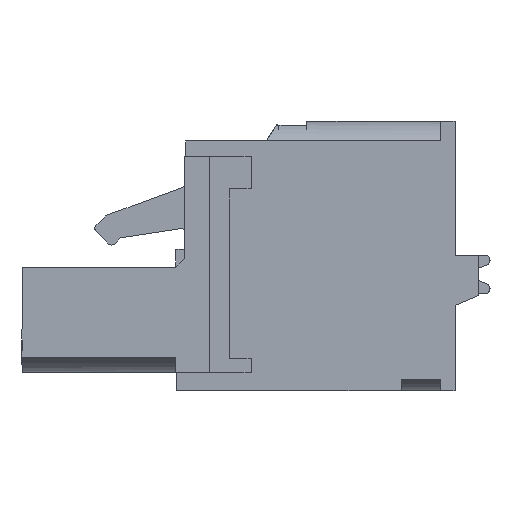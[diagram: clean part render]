
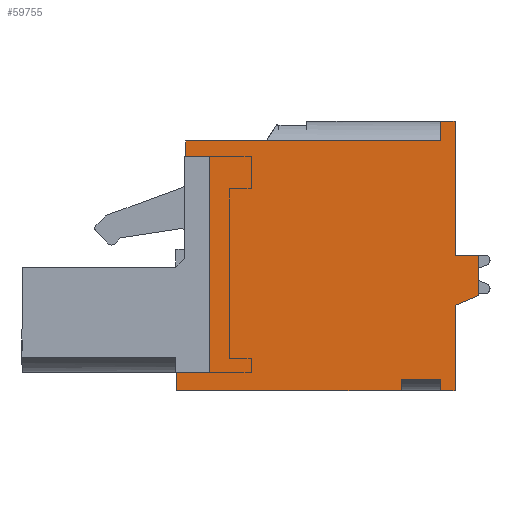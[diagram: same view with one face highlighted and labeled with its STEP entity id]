
A CAD part, left-side view. The second image highlights one B-rep face of the part: STEP entity #59755.
In plain terms, the highlighted planar face has unit normal (-1, 0, 0).
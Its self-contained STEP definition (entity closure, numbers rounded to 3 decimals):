
#5720=ORIENTED_EDGE('',*,*,#22729,.T.);
#5721=ORIENTED_EDGE('',*,*,#19624,.T.);
#5722=ORIENTED_EDGE('',*,*,#21104,.T.);
#5723=ORIENTED_EDGE('',*,*,#20593,.T.);
#5724=ORIENTED_EDGE('',*,*,#22730,.T.);
#5725=ORIENTED_EDGE('',*,*,#20395,.T.);
#5726=ORIENTED_EDGE('',*,*,#20968,.F.);
#5727=ORIENTED_EDGE('',*,*,#20800,.F.);
#5728=ORIENTED_EDGE('',*,*,#22731,.T.);
#5729=ORIENTED_EDGE('',*,*,#22713,.T.);
#5730=ORIENTED_EDGE('',*,*,#22732,.T.);
#5731=ORIENTED_EDGE('',*,*,#22733,.F.);
#5732=ORIENTED_EDGE('',*,*,#19985,.T.);
#5733=ORIENTED_EDGE('',*,*,#22734,.T.);
#5734=ORIENTED_EDGE('',*,*,#22735,.T.);
#5735=ORIENTED_EDGE('',*,*,#22736,.F.);
#5736=ORIENTED_EDGE('',*,*,#22737,.F.);
#5737=ORIENTED_EDGE('',*,*,#20919,.T.);
#19624=EDGE_CURVE('',#28493,#28492,#34329,.T.);
#19985=EDGE_CURVE('',#28854,#28853,#34598,.T.);
#20395=EDGE_CURVE('',#29264,#29263,#35006,.T.);
#20593=EDGE_CURVE('',#29462,#29461,#35204,.T.);
#20800=EDGE_CURVE('',#29667,#29668,#35411,.T.);
#20919=EDGE_CURVE('',#29787,#29786,#35530,.T.);
#20968=EDGE_CURVE('',#29668,#29263,#35564,.T.);
#21104=EDGE_CURVE('',#28492,#29462,#35700,.T.);
#22713=EDGE_CURVE('',#30938,#30937,#36888,.T.);
#22729=EDGE_CURVE('',#29786,#28493,#36894,.T.);
#22730=EDGE_CURVE('',#29461,#29264,#36895,.T.);
#22731=EDGE_CURVE('',#29667,#30938,#36896,.T.);
#22732=EDGE_CURVE('',#30937,#30946,#36897,.T.);
#22733=EDGE_CURVE('',#28854,#30946,#36898,.T.);
#22734=EDGE_CURVE('',#28853,#30947,#36899,.T.);
#22735=EDGE_CURVE('',#30947,#30948,#36900,.T.);
#22736=EDGE_CURVE('',#30949,#30948,#36901,.T.);
#22737=EDGE_CURVE('',#29787,#30949,#36902,.T.);
#28492=VERTEX_POINT('',#82638);
#28493=VERTEX_POINT('',#82640);
#28853=VERTEX_POINT('',#83361);
#28854=VERTEX_POINT('',#83363);
#29263=VERTEX_POINT('',#84206);
#29264=VERTEX_POINT('',#84208);
#29461=VERTEX_POINT('',#84603);
#29462=VERTEX_POINT('',#84605);
#29667=VERTEX_POINT('',#85017);
#29668=VERTEX_POINT('',#85019);
#29786=VERTEX_POINT('',#85256);
#29787=VERTEX_POINT('',#85258);
#30937=VERTEX_POINT('',#88819);
#30938=VERTEX_POINT('',#88821);
#30946=VERTEX_POINT('',#88853);
#30947=VERTEX_POINT('',#88856);
#30948=VERTEX_POINT('',#88858);
#30949=VERTEX_POINT('',#88860);
#34329=LINE('',#82639,#42100);
#34598=LINE('',#83362,#42369);
#35006=LINE('',#84207,#42777);
#35204=LINE('',#84604,#42975);
#35411=LINE('',#85018,#43182);
#35530=LINE('',#85257,#43301);
#35564=LINE('',#85354,#43335);
#35700=LINE('',#85581,#43471);
#36888=LINE('',#88820,#44659);
#36894=LINE('',#88849,#44665);
#36895=LINE('',#88850,#44666);
#36896=LINE('',#88851,#44667);
#36897=LINE('',#88852,#44668);
#36898=LINE('',#88854,#44669);
#36899=LINE('',#88855,#44670);
#36900=LINE('',#88857,#44671);
#36901=LINE('',#88859,#44672);
#36902=LINE('',#88861,#44673);
#42100=VECTOR('',#66537,1000.);
#42369=VECTOR('',#66992,1000.);
#42777=VECTOR('',#67454,1000.);
#42975=VECTOR('',#67654,1000.);
#43182=VECTOR('',#67863,1000.);
#43301=VECTOR('',#67984,1000.);
#43335=VECTOR('',#68068,1000.);
#43471=VECTOR('',#68206,1000.);
#44659=VECTOR('',#71098,1000.);
#44665=VECTOR('',#71134,1000.);
#44666=VECTOR('',#71135,1000.);
#44667=VECTOR('',#71136,1000.);
#44668=VECTOR('',#71137,1000.);
#44669=VECTOR('',#71138,1000.);
#44670=VECTOR('',#71139,1000.);
#44671=VECTOR('',#71140,1000.);
#44672=VECTOR('',#71141,1000.);
#44673=VECTOR('',#71142,1000.);
#50426=EDGE_LOOP('',(#5720,#5721,#5722,#5723,#5724,#5725,#5726,#5727,#5728,
#5729,#5730,#5731,#5732,#5733,#5734,#5735,#5736,#5737));
#53837=FACE_BOUND('',#50426,.T.);
#57045=PLANE('',#63333);
#59755=ADVANCED_FACE('',(#53837),#57045,.T.);
#63333=AXIS2_PLACEMENT_3D('',#88848,#71132,#71133);
#66537=DIRECTION('',(0.,1.,0.));
#66992=DIRECTION('',(0.,0.,1.));
#67454=DIRECTION('',(0.,1.,0.));
#67654=DIRECTION('',(0.,-1.,0.));
#67863=DIRECTION('',(0.,1.,0.));
#67984=DIRECTION('',(0.,1.,0.));
#68068=DIRECTION('',(0.,0.,1.));
#68206=DIRECTION('',(0.,0.,-1.));
#71098=DIRECTION('',(0.,-1.,0.));
#71132=DIRECTION('',(-1.,0.,0.));
#71133=DIRECTION('',(0.,0.,1.));
#71134=DIRECTION('',(0.,0.,-1.));
#71135=DIRECTION('',(0.,0.,-1.));
#71136=DIRECTION('',(0.,0.,1.));
#71137=DIRECTION('',(0.,0.,-1.));
#71138=DIRECTION('',(0.,1.,0.));
#71139=DIRECTION('',(0.,-0.921,0.39));
#71140=DIRECTION('',(0.,0.,1.));
#71141=DIRECTION('',(0.,-1.,0.));
#71142=DIRECTION('',(0.,0.,-1.));
#82638=CARTESIAN_POINT('',(-58.42,7.9,6.4));
#82639=CARTESIAN_POINT('',(-58.42,3.4,6.4));
#82640=CARTESIAN_POINT('',(-58.42,-6.3,6.4));
#83361=CARTESIAN_POINT('',(-58.42,-7.1,-2.75));
#83362=CARTESIAN_POINT('',(-58.42,-7.1,-7.5));
#83363=CARTESIAN_POINT('',(-58.42,-7.1,-7.5));
#84206=CARTESIAN_POINT('',(-58.42,8.4,-6.5));
#84207=CARTESIAN_POINT('',(-58.42,8.4,-6.5));
#84208=CARTESIAN_POINT('',(-58.42,6.57,-6.5));
#84603=CARTESIAN_POINT('',(-58.42,6.57,5.55));
#84604=CARTESIAN_POINT('',(-58.42,7.9,5.55));
#84605=CARTESIAN_POINT('',(-58.42,7.9,5.55));
#85017=CARTESIAN_POINT('',(-58.42,-4.1,-7.5));
#85018=CARTESIAN_POINT('',(-58.42,-8.4,-7.5));
#85019=CARTESIAN_POINT('',(-58.42,8.4,-7.5));
#85256=CARTESIAN_POINT('',(-58.42,-6.3,7.5));
#85257=CARTESIAN_POINT('',(-58.42,-8.4,7.5));
#85258=CARTESIAN_POINT('',(-58.42,-7.1,7.5));
#85354=CARTESIAN_POINT('',(-58.42,8.4,-7.5));
#85581=CARTESIAN_POINT('',(-58.42,7.9,6.4));
#88819=CARTESIAN_POINT('',(-58.42,-6.3,-6.9));
#88820=CARTESIAN_POINT('',(-58.42,-4.1,-6.9));
#88821=CARTESIAN_POINT('',(-58.42,-4.1,-6.9));
#88848=CARTESIAN_POINT('',(-58.42,-8.4,-7.5));
#88849=CARTESIAN_POINT('',(-58.42,-6.3,7.701));
#88850=CARTESIAN_POINT('',(-58.42,6.57,5.55));
#88851=CARTESIAN_POINT('',(-58.42,-4.1,-7.5));
#88852=CARTESIAN_POINT('',(-58.42,-6.3,-6.9));
#88853=CARTESIAN_POINT('',(-58.42,-6.3,-7.5));
#88854=CARTESIAN_POINT('',(-58.42,-8.4,-7.5));
#88855=CARTESIAN_POINT('',(-58.42,-7.1,-2.75));
#88856=CARTESIAN_POINT('',(-58.42,-8.4,-2.2));
#88857=CARTESIAN_POINT('',(-58.42,-8.4,-7.5));
#88858=CARTESIAN_POINT('',(-58.42,-8.4,0.05));
#88859=CARTESIAN_POINT('',(-58.42,-8.4,0.05));
#88860=CARTESIAN_POINT('',(-58.42,-7.1,0.05));
#88861=CARTESIAN_POINT('',(-58.42,-7.1,7.5));
